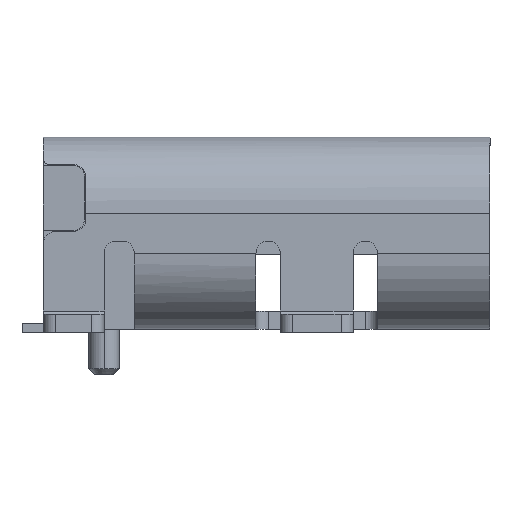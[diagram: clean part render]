
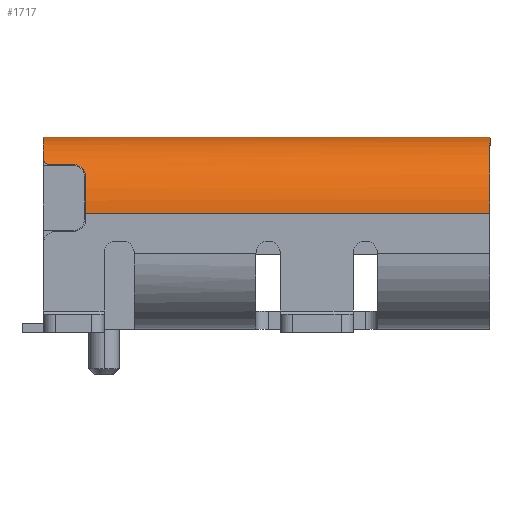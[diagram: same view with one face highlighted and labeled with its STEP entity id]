
A CAD part, left-side view. The second image highlights one B-rep face of the part: STEP entity #1717.
In plain terms, the highlighted cylindrical face has radius 1.25 mm (diameter 2.5 mm), a partial arc.
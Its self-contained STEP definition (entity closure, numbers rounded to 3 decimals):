
#146 = EDGE_CURVE ( 'NONE', #6952, #7034, #1276, .T. ) ;
#271 = CARTESIAN_POINT ( 'NONE',  ( -4.283, 1.528, 2.618 ) ) ;
#452 = VECTOR ( 'NONE', #1153, 1000. ) ;
#800 = ORIENTED_EDGE ( 'NONE', *, *, #10164, .T. ) ;
#1030 = VERTEX_POINT ( 'NONE', #4694 ) ;
#1153 = DIRECTION ( 'NONE',  ( 0., -1., 0. ) ) ;
#1276 = CIRCLE ( 'NONE', #2947, 1.25 ) ;
#1665 = VERTEX_POINT ( 'NONE', #10291 ) ;
#1696 = EDGE_CURVE ( 'NONE', #9700, #7225, #4866, .T. ) ;
#1717 = ADVANCED_FACE ( 'NONE', ( #4731 ), #9078, .T. ) ;
#1787 = LINE ( 'NONE', #5457, #6640 ) ;
#1848 = CARTESIAN_POINT ( 'NONE',  ( -4.18, 1.672, 2.76 ) ) ;
#2214 = DIRECTION ( 'NONE',  ( -1., 0., 0. ) ) ;
#2251 = CARTESIAN_POINT ( 'NONE',  ( -3.22, 2.22, 1.96 ) ) ;
#2369 = DIRECTION ( 'NONE',  ( 0., 1., 0. ) ) ;
#2614 = CARTESIAN_POINT ( 'NONE',  ( -4.264, 1.54, 2.648 ) ) ;
#2638 = ORIENTED_EDGE ( 'NONE', *, *, #8561, .F. ) ;
#2639 = EDGE_CURVE ( 'NONE', #7034, #1030, #1787, .T. ) ;
#2947 = AXIS2_PLACEMENT_3D ( 'NONE', #13522, #10253, #7759 ) ;
#2998 = EDGE_CURVE ( 'NONE', #6952, #5120, #13099, .T. ) ;
#3043 = CARTESIAN_POINT ( 'NONE',  ( -4.197, 1.616, 2.742 ) ) ;
#3452 = CARTESIAN_POINT ( 'NONE',  ( -4.18, 1.72, 2.76 ) ) ;
#3457 = DIRECTION ( 'NONE',  ( 0., 1., 0. ) ) ;
#3735 = CARTESIAN_POINT ( 'NONE',  ( -4.241, 1.56, 2.681 ) ) ;
#3810 = CARTESIAN_POINT ( 'NONE',  ( -4.312, 1.52, 2.568 ) ) ;
#3951 = CARTESIAN_POINT ( 'NONE',  ( -3.22, 2.22, 3.21 ) ) ;
#4689 = CARTESIAN_POINT ( 'NONE',  ( -3.22, -5.13, 1.96 ) ) ;
#4694 = CARTESIAN_POINT ( 'NONE',  ( -4.47, -5.13, 1.96 ) ) ;
#4731 = FACE_OUTER_BOUND ( 'NONE', #8773, .T. ) ;
#4858 = CARTESIAN_POINT ( 'NONE',  ( -4.255, 1.547, 2.66 ) ) ;
#4866 = CIRCLE ( 'NONE', #8216, 1.25 ) ;
#5120 = VERTEX_POINT ( 'NONE', #3452 ) ;
#5129 = CARTESIAN_POINT ( 'NONE',  ( -4.087, 2.22, 2.86 ) ) ;
#5457 = CARTESIAN_POINT ( 'NONE',  ( -4.47, 2.22, 1.96 ) ) ;
#5550 = EDGE_CURVE ( 'NONE', #9700, #7544, #13583, .T. ) ;
#5734 = CIRCLE ( 'NONE', #5983, 1.25 ) ;
#5826 = AXIS2_PLACEMENT_3D ( 'NONE', #14011, #9377, #8533 ) ;
#5968 = CARTESIAN_POINT ( 'NONE',  ( -4.18, 2.12, 2.76 ) ) ;
#5983 = AXIS2_PLACEMENT_3D ( 'NONE', #4689, #2369, #2214 ) ;
#6075 = CARTESIAN_POINT ( 'NONE',  ( -4.18, 2.22, 2.76 ) ) ;
#6268 = CARTESIAN_POINT ( 'NONE',  ( -4.168, 2.179, 2.775 ) ) ;
#6345 = VECTOR ( 'NONE', #8184, 1000. ) ;
#6552 = EDGE_CURVE ( 'NONE', #1030, #1665, #5734, .T. ) ;
#6640 = VECTOR ( 'NONE', #7782, 1000. ) ;
#6952 = VERTEX_POINT ( 'NONE', #14662 ) ;
#7034 = VERTEX_POINT ( 'NONE', #14064 ) ;
#7054 = LINE ( 'NONE', #13806, #452 ) ;
#7225 = VERTEX_POINT ( 'NONE', #3951 ) ;
#7544 = VERTEX_POINT ( 'NONE', #14699 ) ;
#7690 = CARTESIAN_POINT ( 'NONE',  ( -4.18, 1.72, 2.76 ) ) ;
#7759 = DIRECTION ( 'NONE',  ( -1., 0., 0. ) ) ;
#7782 = DIRECTION ( 'NONE',  ( 0., -1., 0. ) ) ;
#7817 = ORIENTED_EDGE ( 'NONE', *, *, #146, .T. ) ;
#8018 = ORIENTED_EDGE ( 'NONE', *, *, #5550, .T. ) ;
#8184 = DIRECTION ( 'NONE',  ( 0., -1., 0. ) ) ;
#8216 = AXIS2_PLACEMENT_3D ( 'NONE', #2251, #3457, #14826 ) ;
#8299 = CARTESIAN_POINT ( 'NONE',  ( -4.132, 2.21, 2.815 ) ) ;
#8310 = CARTESIAN_POINT ( 'NONE',  ( -4.237, 1.565, 2.687 ) ) ;
#8507 = CARTESIAN_POINT ( 'NONE',  ( -4.1, 2.22, 2.848 ) ) ;
#8533 = DIRECTION ( 'NONE',  ( -1., 0., 0. ) ) ;
#8561 = EDGE_CURVE ( 'NONE', #7225, #1665, #7054, .T. ) ;
#8773 = EDGE_LOOP ( 'NONE', ( #9991, #8018, #800, #14689, #7817, #13704, #10038, #2638 ) ) ;
#8810 = CARTESIAN_POINT ( 'NONE',  ( -4.233, 1.57, 2.693 ) ) ;
#9078 = CYLINDRICAL_SURFACE ( 'NONE', #5826, 1.25 ) ;
#9365 = CARTESIAN_POINT ( 'NONE',  ( -4.317, 1.52, 2.56 ) ) ;
#9377 = DIRECTION ( 'NONE',  ( 0., -1., 0. ) ) ;
#9500 = CARTESIAN_POINT ( 'NONE',  ( -4.111, 2.218, 2.837 ) ) ;
#9700 = VERTEX_POINT ( 'NONE', #13357 ) ;
#9991 = ORIENTED_EDGE ( 'NONE', *, *, #1696, .F. ) ;
#10038 = ORIENTED_EDGE ( 'NONE', *, *, #6552, .T. ) ;
#10164 = EDGE_CURVE ( 'NONE', #7544, #5120, #11726, .T. ) ;
#10253 = DIRECTION ( 'NONE',  ( 0., -1., 0. ) ) ;
#10291 = CARTESIAN_POINT ( 'NONE',  ( -3.22, -5.13, 3.21 ) ) ;
#10568 = CARTESIAN_POINT ( 'NONE',  ( -4.306, 1.52, 2.578 ) ) ;
#10782 = CARTESIAN_POINT ( 'NONE',  ( -4.18, 2.151, 2.76 ) ) ;
#10866 = CARTESIAN_POINT ( 'NONE',  ( -4.232, 1.571, 2.693 ) ) ;
#11726 = LINE ( 'NONE', #6075, #6345 ) ;
#11775 = CARTESIAN_POINT ( 'NONE',  ( -4.236, 1.567, 2.689 ) ) ;
#12907 = CARTESIAN_POINT ( 'NONE',  ( -4.14, 2.205, 2.806 ) ) ;
#13099 = B_SPLINE_CURVE_WITH_KNOTS ( 'NONE', 3,
 ( #9365, #3810, #10568, #13997, #271, #2614, #4858, #14069, #3735, #8310, #11775, #8810, #10866, #3043, #1848, #7690 ),
 .UNSPECIFIED., .F., .F.,
 ( 4, 2, 2, 2, 2, 2, 2, 4 ),
 ( 0., 0.125, 0.25, 0.375, 0.438, 0.469, 0.5, 1. ),
 .UNSPECIFIED. ) ;
#13357 = CARTESIAN_POINT ( 'NONE',  ( -4.087, 2.22, 2.86 ) ) ;
#13522 = CARTESIAN_POINT ( 'NONE',  ( -3.22, 1.52, 1.96 ) ) ;
#13583 = B_SPLINE_CURVE_WITH_KNOTS ( 'NONE', 3,
 ( #5129, #8507, #9500, #8299, #12907, #6268, #10782, #5968 ),
 .UNSPECIFIED., .F., .F.,
 ( 4, 2, 2, 4 ),
 ( 0., 0.25, 0.5, 1. ),
 .UNSPECIFIED. ) ;
#13704 = ORIENTED_EDGE ( 'NONE', *, *, #2639, .T. ) ;
#13806 = CARTESIAN_POINT ( 'NONE',  ( -3.22, 2.22, 3.21 ) ) ;
#13997 = CARTESIAN_POINT ( 'NONE',  ( -4.292, 1.524, 2.603 ) ) ;
#14011 = CARTESIAN_POINT ( 'NONE',  ( -3.22, 2.22, 1.96 ) ) ;
#14064 = CARTESIAN_POINT ( 'NONE',  ( -4.47, 1.52, 1.96 ) ) ;
#14069 = CARTESIAN_POINT ( 'NONE',  ( -4.245, 1.557, 2.676 ) ) ;
#14662 = CARTESIAN_POINT ( 'NONE',  ( -4.317, 1.52, 2.56 ) ) ;
#14689 = ORIENTED_EDGE ( 'NONE', *, *, #2998, .F. ) ;
#14699 = CARTESIAN_POINT ( 'NONE',  ( -4.18, 2.12, 2.76 ) ) ;
#14826 = DIRECTION ( 'NONE',  ( -1., 0., 0. ) ) ;
